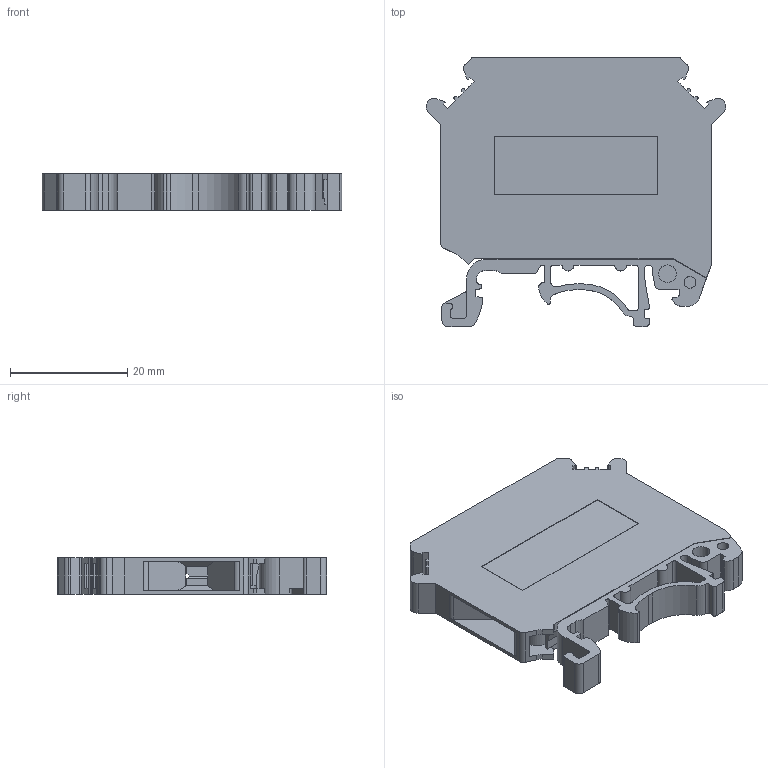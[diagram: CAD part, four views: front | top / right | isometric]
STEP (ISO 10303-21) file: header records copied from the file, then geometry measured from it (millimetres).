
FILE_DESCRIPTION(/* description */ (''),/* implementation_level */ '2;1');
FILE_NAME(/* name */ 'RCT4SW---------.prt.stp',/* time_stamp */ '2017-08-14T17:41:34+08:00',/* author */ (''),/* organization */ (''),/* preprocessor_version */ 'ST-DEVELOPER v11',/* originating_system */ 'SIEMENS UGS NX 6.0',/* authorisation */ '');
FILE_SCHEMA (('CONFIG_CONTROL_DESIGN'));
Length unit declared in the file: millimetre
Products named in the file (1): RCT4SW---------
Bounding box: 51.2 x 46 x 6.2 mm (x, y, z)
Volume: 6538 mm3; surface area: 11114.3 mm2
Topology: 1 solids, 29 shells, 982 faces, 2585 edges, 1671 vertices
Faces by surface type: plane 545, cylinder 269, cone 90, torus 40, bspline 38
Full cylindrical faces by diameter (mm): 2 x2, 2.2 x2, 2.3 x2, 2.6 x2, 3 x14, 4.2 x4
Entity records: 37246 total; most frequent: CARTESIAN_POINT 13065, ORIENTED_EDGE 5054, DIRECTION 4969, EDGE_CURVE 2527, AXIS2_PLACEMENT_3D 1662, VERTEX_POINT 1655, LINE 1645, VECTOR 1645
